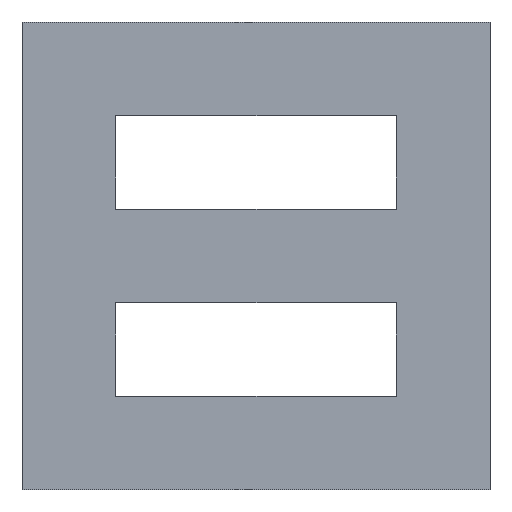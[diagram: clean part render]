
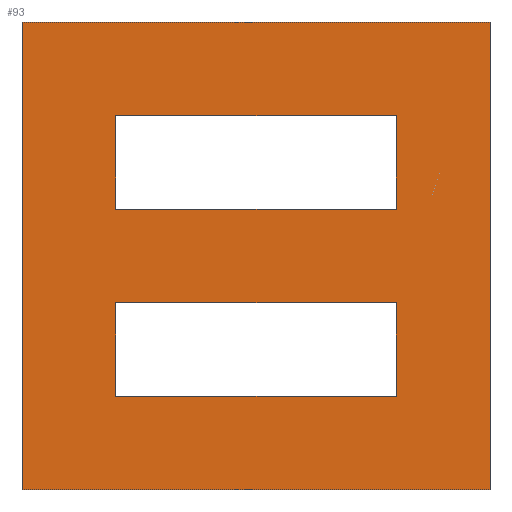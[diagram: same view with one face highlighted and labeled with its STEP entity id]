
A CAD part, front view. The second image highlights one B-rep face of the part: STEP entity #93.
In plain terms, the highlighted planar face has unit normal (0, -1, 0).
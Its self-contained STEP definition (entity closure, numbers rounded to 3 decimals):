
#6 = EDGE_CURVE ( 'NONE', #1085, #132, #7, .T. ) ;
#7 = LINE ( 'NONE', #540, #256 ) ;
#15 = LINE ( 'NONE', #940, #842 ) ;
#19 = VECTOR ( 'NONE', #1111, 1000. ) ;
#64 = ORIENTED_EDGE ( 'NONE', *, *, #266, .T. ) ;
#91 = EDGE_CURVE ( 'NONE', #1178, #134, #1122, .T. ) ;
#93 = ADVANCED_FACE ( 'NONE', ( #156, #206, #417 ), #437, .F. ) ;
#100 = ORIENTED_EDGE ( 'NONE', *, *, #586, .T. ) ;
#109 = CARTESIAN_POINT ( 'NONE',  ( 2., 0., 6. ) ) ;
#132 = VERTEX_POINT ( 'NONE', #298 ) ;
#134 = VERTEX_POINT ( 'NONE', #595 ) ;
#136 = DIRECTION ( 'NONE',  ( 0., 0., 1. ) ) ;
#156 = FACE_BOUND ( 'NONE', #1019, .T. ) ;
#170 = LINE ( 'NONE', #171, #460 ) ;
#171 = CARTESIAN_POINT ( 'NONE',  ( 2., 0., 8. ) ) ;
#181 = ORIENTED_EDGE ( 'NONE', *, *, #427, .T. ) ;
#183 = ORIENTED_EDGE ( 'NONE', *, *, #190, .T. ) ;
#190 = EDGE_CURVE ( 'NONE', #716, #914, #170, .T. ) ;
#206 = FACE_BOUND ( 'NONE', #680, .T. ) ;
#247 = EDGE_CURVE ( 'NONE', #1215, #132, #490, .T. ) ;
#256 = VECTOR ( 'NONE', #746, 1000. ) ;
#257 = ORIENTED_EDGE ( 'NONE', *, *, #743, .T. ) ;
#259 = VECTOR ( 'NONE', #768, 1000. ) ;
#261 = DIRECTION ( 'NONE',  ( 0., 0., -1. ) ) ;
#266 = EDGE_CURVE ( 'NONE', #1209, #1178, #860, .T. ) ;
#272 = ORIENTED_EDGE ( 'NONE', *, *, #6, .T. ) ;
#281 = ORIENTED_EDGE ( 'NONE', *, *, #1163, .T. ) ;
#287 = VERTEX_POINT ( 'NONE', #800 ) ;
#298 = CARTESIAN_POINT ( 'NONE',  ( 0., 0., 0. ) ) ;
#301 = DIRECTION ( 'NONE',  ( 1., 0., 0. ) ) ;
#317 = EDGE_CURVE ( 'NONE', #1160, #818, #1241, .T. ) ;
#320 = CARTESIAN_POINT ( 'NONE',  ( 10., 0., 10. ) ) ;
#354 = VECTOR ( 'NONE', #1204, 1000. ) ;
#390 = CARTESIAN_POINT ( 'NONE',  ( 8., 0., 2. ) ) ;
#392 = CARTESIAN_POINT ( 'NONE',  ( 8., 0., 6. ) ) ;
#417 = FACE_OUTER_BOUND ( 'NONE', #944, .T. ) ;
#427 = EDGE_CURVE ( 'NONE', #1215, #872, #701, .T. ) ;
#431 = ORIENTED_EDGE ( 'NONE', *, *, #317, .T. ) ;
#437 = PLANE ( 'NONE',  #1033 ) ;
#443 = CARTESIAN_POINT ( 'NONE',  ( 8., 0., 4. ) ) ;
#444 = CARTESIAN_POINT ( 'NONE',  ( 2., 0., 6. ) ) ;
#452 = CARTESIAN_POINT ( 'NONE',  ( 8., 0., 4. ) ) ;
#460 = VECTOR ( 'NONE', #994, 1000. ) ;
#477 = VECTOR ( 'NONE', #1243, 1000. ) ;
#486 = EDGE_CURVE ( 'NONE', #134, #287, #1228, .T. ) ;
#490 = LINE ( 'NONE', #664, #1003 ) ;
#497 = EDGE_CURVE ( 'NONE', #914, #1160, #1064, .T. ) ;
#509 = CARTESIAN_POINT ( 'NONE',  ( 400., 0., 0. ) ) ;
#513 = ORIENTED_EDGE ( 'NONE', *, *, #486, .T. ) ;
#540 = CARTESIAN_POINT ( 'NONE',  ( 0., 0., 0. ) ) ;
#571 = CARTESIAN_POINT ( 'NONE',  ( 8., 0., 6. ) ) ;
#586 = EDGE_CURVE ( 'NONE', #818, #716, #1216, .T. ) ;
#592 = VECTOR ( 'NONE', #261, 1000. ) ;
#595 = CARTESIAN_POINT ( 'NONE',  ( 8., 0., 2. ) ) ;
#617 = VECTOR ( 'NONE', #910, 1000. ) ;
#624 = CARTESIAN_POINT ( 'NONE',  ( 2., 0., 4. ) ) ;
#664 = CARTESIAN_POINT ( 'NONE',  ( 400., 0., 0. ) ) ;
#680 = EDGE_LOOP ( 'NONE', ( #100, #183, #1051, #431 ) ) ;
#701 = LINE ( 'NONE', #765, #734 ) ;
#716 = VERTEX_POINT ( 'NONE', #444 ) ;
#734 = VECTOR ( 'NONE', #793, 1000. ) ;
#743 = EDGE_CURVE ( 'NONE', #872, #1085, #919, .T. ) ;
#746 = DIRECTION ( 'NONE',  ( 0., 0., -1. ) ) ;
#765 = CARTESIAN_POINT ( 'NONE',  ( 10., 0., 0. ) ) ;
#768 = DIRECTION ( 'NONE',  ( -1., 0., 0. ) ) ;
#769 = ORIENTED_EDGE ( 'NONE', *, *, #91, .T. ) ;
#775 = CARTESIAN_POINT ( 'NONE',  ( 8., 0., 8. ) ) ;
#781 = ORIENTED_EDGE ( 'NONE', *, *, #247, .F. ) ;
#793 = DIRECTION ( 'NONE',  ( 0., 0., 1. ) ) ;
#800 = CARTESIAN_POINT ( 'NONE',  ( 2., 0., 2. ) ) ;
#818 = VERTEX_POINT ( 'NONE', #392 ) ;
#830 = VECTOR ( 'NONE', #301, 1000. ) ;
#842 = VECTOR ( 'NONE', #136, 1000. ) ;
#860 = LINE ( 'NONE', #443, #830 ) ;
#864 = CARTESIAN_POINT ( 'NONE',  ( 2., 0., 2. ) ) ;
#872 = VERTEX_POINT ( 'NONE', #320 ) ;
#901 = CARTESIAN_POINT ( 'NONE',  ( 400., 0., 10. ) ) ;
#910 = DIRECTION ( 'NONE',  ( -1., 0., 0. ) ) ;
#914 = VERTEX_POINT ( 'NONE', #1141 ) ;
#919 = LINE ( 'NONE', #901, #617 ) ;
#923 = CARTESIAN_POINT ( 'NONE',  ( 10., 0., 0. ) ) ;
#940 = CARTESIAN_POINT ( 'NONE',  ( 2., 0., 4. ) ) ;
#944 = EDGE_LOOP ( 'NONE', ( #781, #181, #257, #272 ) ) ;
#994 = DIRECTION ( 'NONE',  ( 0., 0., 1. ) ) ;
#1001 = DIRECTION ( 'NONE',  ( 0., 0., 1. ) ) ;
#1003 = VECTOR ( 'NONE', #1150, 1000. ) ;
#1019 = EDGE_LOOP ( 'NONE', ( #513, #281, #64, #769 ) ) ;
#1029 = DIRECTION ( 'NONE',  ( 0., 1., 0. ) ) ;
#1033 = AXIS2_PLACEMENT_3D ( 'NONE', #509, #1029, #1001 ) ;
#1051 = ORIENTED_EDGE ( 'NONE', *, *, #497, .T. ) ;
#1064 = LINE ( 'NONE', #1124, #354 ) ;
#1085 = VERTEX_POINT ( 'NONE', #1247 ) ;
#1111 = DIRECTION ( 'NONE',  ( 0., 0., -1. ) ) ;
#1122 = LINE ( 'NONE', #390, #592 ) ;
#1124 = CARTESIAN_POINT ( 'NONE',  ( 8., 0., 8. ) ) ;
#1141 = CARTESIAN_POINT ( 'NONE',  ( 2., 0., 8. ) ) ;
#1150 = DIRECTION ( 'NONE',  ( -1., 0., 0. ) ) ;
#1160 = VERTEX_POINT ( 'NONE', #775 ) ;
#1163 = EDGE_CURVE ( 'NONE', #287, #1209, #15, .T. ) ;
#1178 = VERTEX_POINT ( 'NONE', #452 ) ;
#1204 = DIRECTION ( 'NONE',  ( 1., 0., 0. ) ) ;
#1209 = VERTEX_POINT ( 'NONE', #624 ) ;
#1215 = VERTEX_POINT ( 'NONE', #923 ) ;
#1216 = LINE ( 'NONE', #109, #477 ) ;
#1228 = LINE ( 'NONE', #864, #259 ) ;
#1241 = LINE ( 'NONE', #571, #19 ) ;
#1243 = DIRECTION ( 'NONE',  ( -1., 0., 0. ) ) ;
#1247 = CARTESIAN_POINT ( 'NONE',  ( 0., 0., 10. ) ) ;
